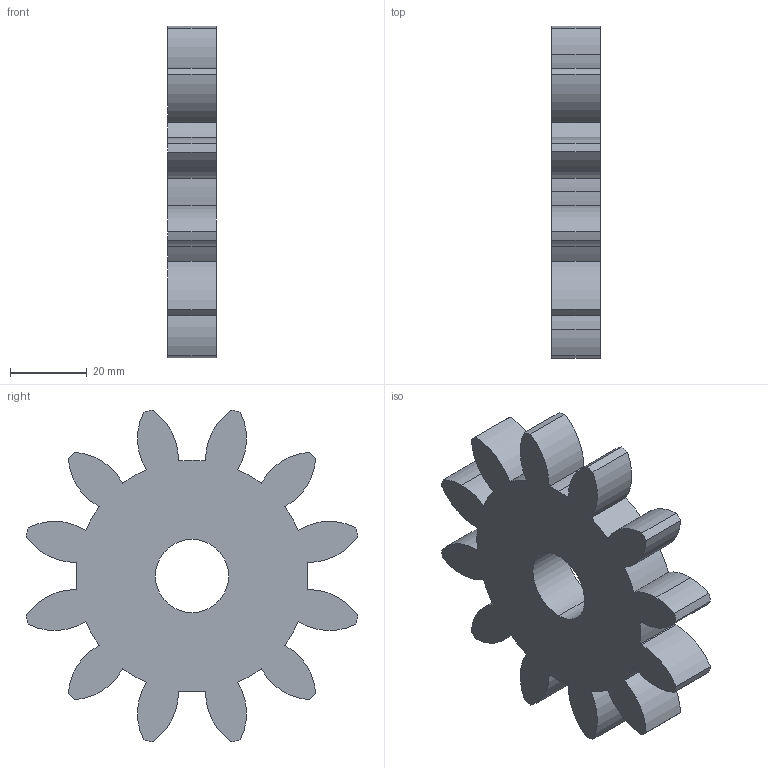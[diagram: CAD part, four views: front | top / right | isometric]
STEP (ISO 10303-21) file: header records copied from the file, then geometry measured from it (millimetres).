
FILE_DESCRIPTION (( 'STEP AP203' ), '1' );
FILE_NAME ('spur gear_am_Metric - Spur gear 0.25M 10T 20PA 12FW ---S10N75H50L0.8N_sldprt.STEP', '2021-07-19T11:30:41', ( 'HP' ), ( 'HP' ), 'SwSTEP 2.0', 'SolidWorks 2020', '' );
FILE_SCHEMA (( 'CONFIG_CONTROL_DESIGN' ));
Length unit declared in the file: millimetre
Products named in the file (1): spur gear_am_Metric - Spur gear 0.25M 10T 20PA 12FW ---S10N75H50L0.8N_sldprt
Bounding box: 12.7 x 86.43 x 86.43 mm (x, y, z)
Volume: 50526.4 mm3; surface area: 14902.2 mm2
Topology: 1 solids, 1 shells, 57 faces, 165 edges, 110 vertices
Faces by surface type: cylinder 55, plane 2
Entity records: 2030 total; most frequent: DIRECTION 391, CARTESIAN_POINT 333, ORIENTED_EDGE 330, AXIS2_PLACEMENT_3D 168, EDGE_CURVE 165, CIRCLE 110, VERTEX_POINT 110, EDGE_LOOP 59
